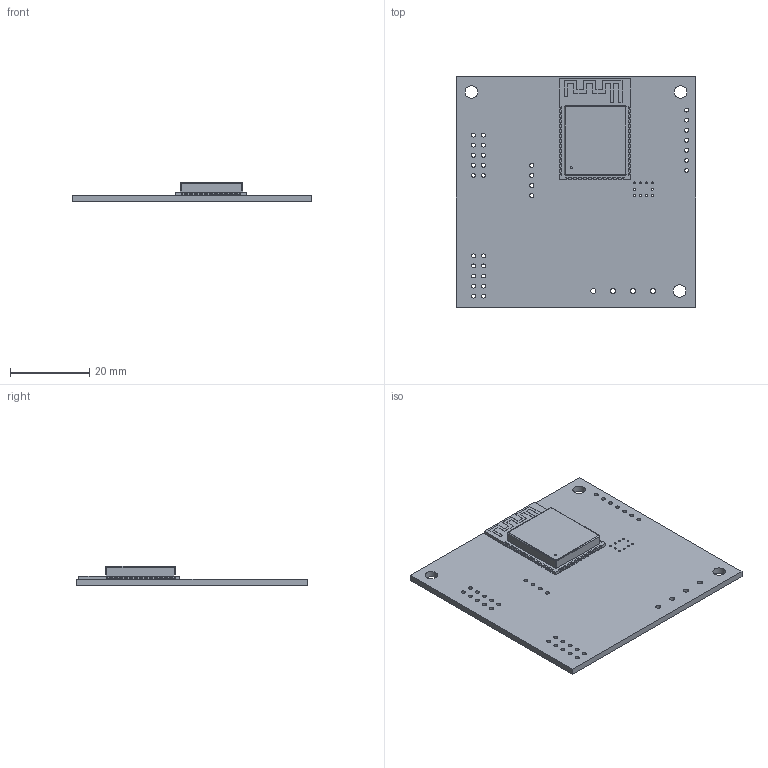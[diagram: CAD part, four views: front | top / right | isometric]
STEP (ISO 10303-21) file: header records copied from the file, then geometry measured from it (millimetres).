
FILE_DESCRIPTION(('KiCad electronic assembly'),'2;1');
FILE_NAME('main jednotka.step','2023-05-16T17:35:37',('Pcbnew'),('Kicad' ),'Open CASCADE STEP processor 7.6','KiCad to STEP converter', 'Unknown');
FILE_SCHEMA(('AUTOMOTIVE_DESIGN { 1 0 10303 214 1 1 1 1 }'));
Length unit declared in the file: millimetre
Products named in the file (4): main jednotka 1; ESP32-S3-WROOM-1-N16R2; COMPOUND; main jednotka PCB
Assembly tree (3 placements, depth 3):
  main jednotka 1
    ESP32-S3-WROOM-1-N16R2
      COMPOUND
    main jednotka PCB
Bounding box: 60.45 x 58.17 x 4.9 mm (x, y, z)
Volume: 5983.4 mm3; surface area: 9641.3 mm2
Topology: 53 solids, 53 shells, 902 faces, 2358 edges, 1572 vertices
Faces by surface type: bspline 836, cylinder 60, plane 6
Full cylindrical faces by diameter (mm): 0.2 x12, 0.5 x10, 1 x31, 1.3 x4, 3.2 x3
Entity records: 53252 total; most frequent: CARTESIAN_POINT 20450, B_SPLINE_CURVE_WITH_KNOTS 6298, ORIENTED_EDGE 4716, PCURVE 4716, DEFINITIONAL_REPRESENTATION 4716, EDGE_CURVE 2358, SURFACE_CURVE 2298, VERTEX_POINT 1572
